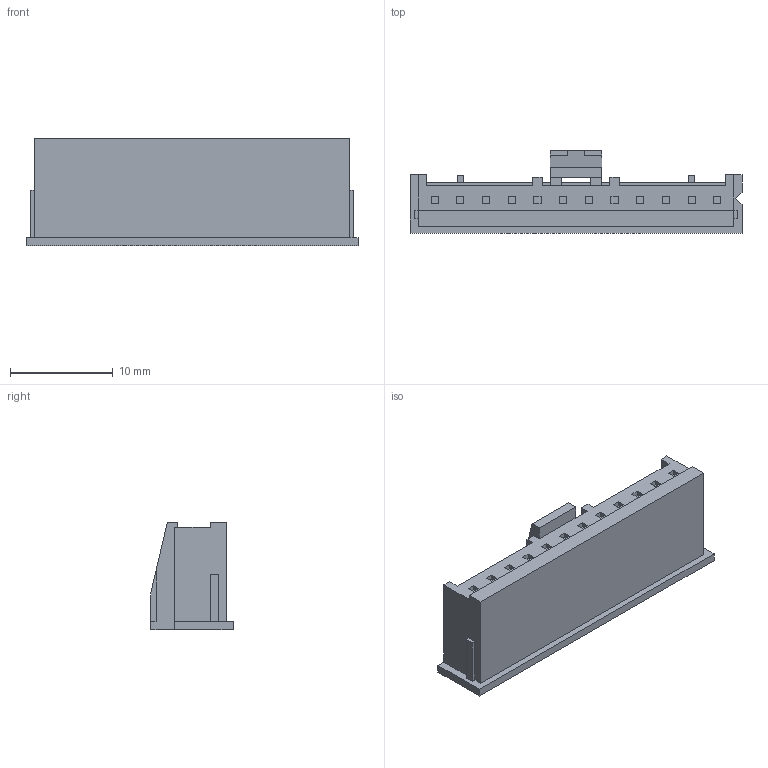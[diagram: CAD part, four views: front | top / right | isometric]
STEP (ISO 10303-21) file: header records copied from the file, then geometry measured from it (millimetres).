
FILE_DESCRIPTION (( 'STEP AP214' ), '1' );
FILE_NAME ('XARP-12V.STEP', '2012-04-09T07:04:04', ( 'root' ), ( 'Hewlett-Packard Company' ), 'SwSTEP 2.0', 'SolidWorks 2009', '' );
FILE_SCHEMA (( 'AUTOMOTIVE_DESIGN' ));
Length unit declared in the file: millimetre
Products named in the file (1): XARP-12V
Bounding box: 32.3 x 8 x 10.5 mm (x, y, z)
Volume: 1407.5 mm3; surface area: 1359.9 mm2
Topology: 1 solids, 1 shells, 190 faces, 484 edges, 320 vertices
Faces by surface type: plane 190
Entity records: 7732 total; most frequent: CARTESIAN_POINT 995, ORIENTED_EDGE 968, DIRECTION 866, VECTOR 484, LINE 484, EDGE_CURVE 484, VERTEX_POINT 320, EDGE_LOOP 216
